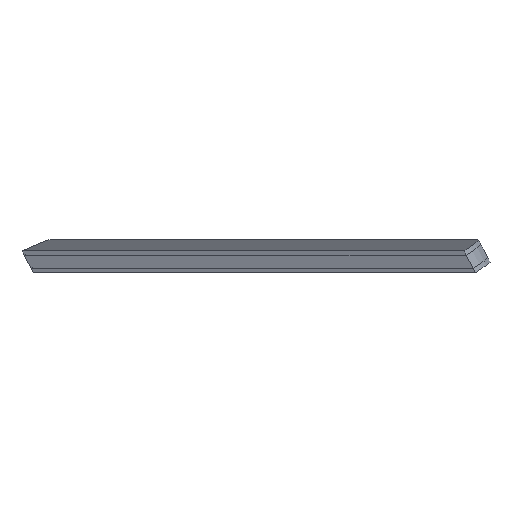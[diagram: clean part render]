
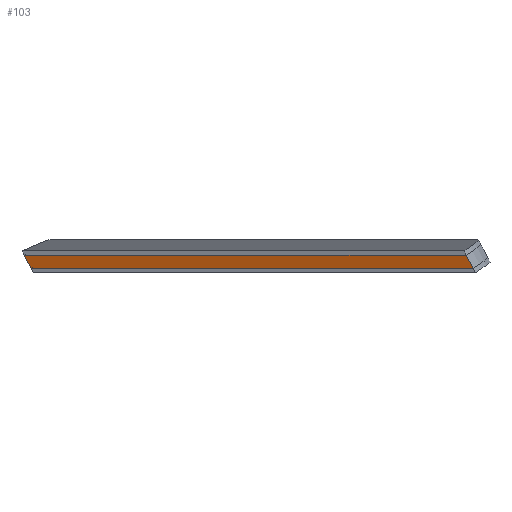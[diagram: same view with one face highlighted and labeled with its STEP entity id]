
A CAD part, front view. The second image highlights one B-rep face of the part: STEP entity #103.
In plain terms, the highlighted planar face has unit normal (-0.88, -0.077, -0.468).
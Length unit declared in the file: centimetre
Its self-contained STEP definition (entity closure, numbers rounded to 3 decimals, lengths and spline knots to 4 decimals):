
#103=ADVANCED_FACE('',(#134),#135,.F.);
#134=FACE_OUTER_BOUND('',#170,.T.);
#135=PLANE('',#171);
#170=EDGE_LOOP('',(#266,#267,#268,#269));
#171=AXIS2_PLACEMENT_3D('',#270,#271,#272);
#266=ORIENTED_EDGE('',*,*,#332,.T.);
#267=ORIENTED_EDGE('',*,*,#333,.T.);
#268=ORIENTED_EDGE('',*,*,#334,.T.);
#269=ORIENTED_EDGE('',*,*,#335,.T.);
#270=CARTESIAN_POINT('',(298.6949,26.1324,158.8191));
#271=DIRECTION('',(0.88,0.077,0.468));
#272=DIRECTION('',(0.,-0.987,0.162));
#332=EDGE_CURVE('',#384,#385,#386,.T.);
#333=EDGE_CURVE('',#385,#387,#388,.T.);
#334=EDGE_CURVE('',#387,#389,#390,.T.);
#335=EDGE_CURVE('',#389,#384,#391,.T.);
#384=VERTEX_POINT('',#460);
#385=VERTEX_POINT('',#461);
#386=LINE('',#462,#463);
#387=VERTEX_POINT('',#464);
#388=LINE('',#465,#466);
#389=VERTEX_POINT('',#467);
#390=LINE('',#468,#469);
#391=LINE('',#470,#471);
#460=CARTESIAN_POINT('',(624.5971,105.6253,-467.1929));
#461=CARTESIAN_POINT('',(633.5372,3.4395,-467.1929));
#462=CARTESIAN_POINT('',(629.0452,54.7824,-467.1929));
#463=VECTOR('',#528,1.0);
#464=CARTESIAN_POINT('',(633.3962,3.4395,-466.9278));
#465=CARTESIAN_POINT('',(633.4671,3.4395,-467.0611));
#466=VECTOR('',#529,1.0);
#467=CARTESIAN_POINT('',(624.4582,105.6008,-466.9278));
#468=CARTESIAN_POINT('',(628.9054,54.7702,-466.9278));
#469=VECTOR('',#530,1.0);
#470=CARTESIAN_POINT('',(624.5272,105.613,-467.0594));
#471=VECTOR('',#531,1.0);
#528=DIRECTION('',(0.087,-0.996,0.));
#529=DIRECTION('',(-0.469,0.0,0.883));
#530=DIRECTION('',(-0.087,0.996,0.));
#531=DIRECTION('',(0.462,0.082,-0.883));
